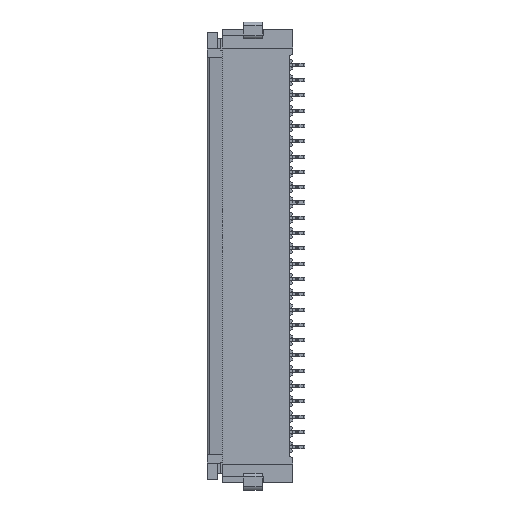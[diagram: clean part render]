
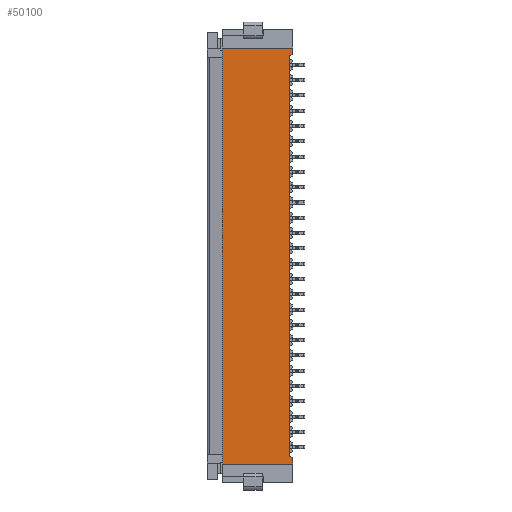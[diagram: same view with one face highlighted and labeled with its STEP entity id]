
A CAD part, left-side view. The second image highlights one B-rep face of the part: STEP entity #50100.
In plain terms, the highlighted planar face has unit normal (-1, 0, 0).
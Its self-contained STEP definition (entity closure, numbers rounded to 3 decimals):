
#49390=CARTESIAN_POINT('',(-2.015,-3.341,19.555));
#49400=DIRECTION('',(-1.,0.,0.));
#49410=DIRECTION('',(0.,-1.,0.));
#49420=AXIS2_PLACEMENT_3D('',#49390,#49400,#49410);
#49430=PLANE('',#49420);
#49440=CARTESIAN_POINT('',(-2.015,-3.391,19.555));
#49450=DIRECTION('',(0.,0.,-1.));
#49460=VECTOR('',#49450,1.);
#49470=LINE('',#49440,#49460);
#49480=CARTESIAN_POINT('',(-2.015,-3.391,19.555));
#49490=VERTEX_POINT('',#49480);
#49500=CARTESIAN_POINT('',(-2.015,-3.391,-6.64));
#49510=VERTEX_POINT('',#49500);
#49520=EDGE_CURVE('',#49490,#49510,#49470,.T.);
#49530=ORIENTED_EDGE('',*,*,#49520,.F.);
#49540=CARTESIAN_POINT('',(-2.015,0.,-4.902));
#49550=DIRECTION('',(0.,-0.89,-0.456));
#49560=VECTOR('',#49550,1.);
#49570=LINE('',#49540,#49560);
#49580=CARTESIAN_POINT('',(-2.015,-3.591,-6.743))
;
#49590=VERTEX_POINT('',#49580);
#49600=EDGE_CURVE('',#49510,#49590,#49570,.T.);
#49610=ORIENTED_EDGE('',*,*,#49600,.F.);
#49620=CARTESIAN_POINT('',(-2.015,-3.591,-8.19));
#49630=DIRECTION('',(0.,0.,1.));
#49640=VECTOR('',#49630,1.);
#49650=LINE('',#49620,#49640);
#49660=CARTESIAN_POINT('',(-2.015,-3.591,-7.143))
;
#49670=VERTEX_POINT('',#49660);
#49680=EDGE_CURVE('',#49670,#49590,#49650,.T.);
#49690=ORIENTED_EDGE('',*,*,#49680,.T.);
#49700=CARTESIAN_POINT('',(-2.015,1.009,-7.143));
#49710=DIRECTION('',(0.,-1.,0.));
#49720=VECTOR('',#49710,1.);
#49730=LINE('',#49700,#49720);
#49740=CARTESIAN_POINT('',(-2.015,1.009,-7.143));
#49750=VERTEX_POINT('',#49740);
#49760=EDGE_CURVE('',#49750,#49670,#49730,.T.);
#49770=ORIENTED_EDGE('',*,*,#49760,.T.);
#49780=CARTESIAN_POINT('',(-2.015,1.009,16.325));
#49790=DIRECTION('',(0.,0.,1.));
#49800=VECTOR('',#49790,1.);
#49810=LINE('',#49780,#49800);
#49820=CARTESIAN_POINT('',(-2.015,1.009,20.058));
#49830=VERTEX_POINT('',#49820);
#49840=EDGE_CURVE('',#49750,#49830,#49810,.T.);
#49850=ORIENTED_EDGE('',*,*,#49840,.F.);
#49860=CARTESIAN_POINT('',(-2.015,1.009,20.058));
#49870=DIRECTION('',(0.,-1.,0.));
#49880=VECTOR('',#49870,1.);
#49890=LINE('',#49860,#49880);
#49900=CARTESIAN_POINT('',(-2.015,-3.591,20.058))
;
#49910=VERTEX_POINT('',#49900);
#49920=EDGE_CURVE('',#49830,#49910,#49890,.T.);
#49930=ORIENTED_EDGE('',*,*,#49920,.F.);
#49940=CARTESIAN_POINT('',(-2.015,-3.591,21.105));
#49950=DIRECTION('',(0.,0.,-1.));
#49960=VECTOR('',#49950,1.);
#49970=LINE('',#49940,#49960);
#49980=CARTESIAN_POINT('',(-2.015,-3.591,19.658))
;
#49990=VERTEX_POINT('',#49980);
#50000=EDGE_CURVE('',#49910,#49990,#49970,.T.);
#50010=ORIENTED_EDGE('',*,*,#50000,.F.);
#50020=CARTESIAN_POINT('',(-2.015,0.,17.817));
#50030=DIRECTION('',(0.,0.89,-0.456));
#50040=VECTOR('',#50030,1.);
#50050=LINE('',#50020,#50040);
#50060=EDGE_CURVE('',#49990,#49490,#50050,.T.);
#50070=ORIENTED_EDGE('',*,*,#50060,.F.);
#50080=EDGE_LOOP('',(#50070,#50010,#49930,#49850,#49770,#49690,#49610,
#49530));
#50090=FACE_OUTER_BOUND('',#50080,.T.);
#50100=ADVANCED_FACE('',(#50090),#49430,.T.);
